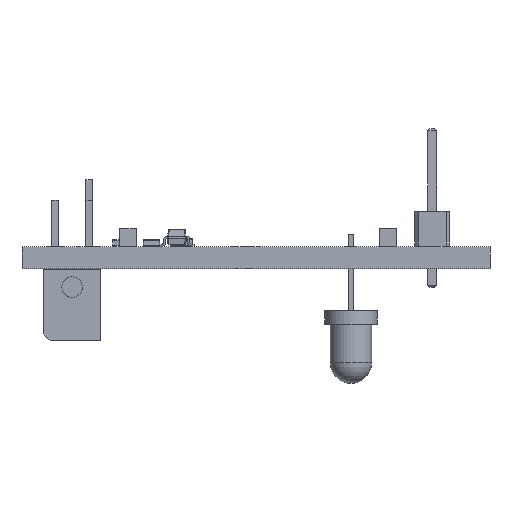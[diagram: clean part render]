
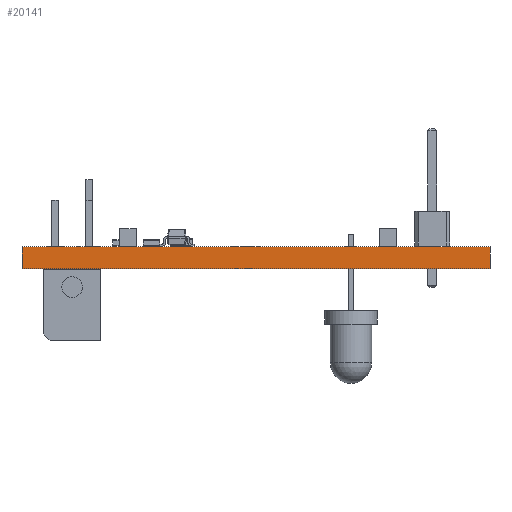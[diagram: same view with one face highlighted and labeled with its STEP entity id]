
A CAD part, left-side view. The second image highlights one B-rep face of the part: STEP entity #20141.
In plain terms, the highlighted planar face has unit normal (-1, 0, 0).
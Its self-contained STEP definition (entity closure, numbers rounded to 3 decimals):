
#19960 = PLANE('',#19961);
#19961 = AXIS2_PLACEMENT_3D('',#19962,#19963,#19964);
#19962 = CARTESIAN_POINT('',(5.,-17.,0.));
#19963 = DIRECTION('',(0.,-1.,0.));
#19964 = DIRECTION('',(-1.,0.,0.));
#19985 = VERTEX_POINT('',#19986);
#19986 = CARTESIAN_POINT('',(-5.,-17.,1.58));
#20000 = PLANE('',#20001);
#20001 = AXIS2_PLACEMENT_3D('',#20002,#20003,#20004);
#20002 = CARTESIAN_POINT('',(0.,0.,1.58));
#20003 = DIRECTION('',(-0.,-0.,-1.));
#20004 = DIRECTION('',(-1.,0.,0.));
#20012 = EDGE_CURVE('',#20013,#19985,#20015,.T.);
#20013 = VERTEX_POINT('',#20014);
#20014 = CARTESIAN_POINT('',(-5.,-17.,0.));
#20015 = SURFACE_CURVE('',#20016,(#20020,#20027),.PCURVE_S1.);
#20016 = LINE('',#20017,#20018);
#20017 = CARTESIAN_POINT('',(-5.,-17.,0.));
#20018 = VECTOR('',#20019,1.);
#20019 = DIRECTION('',(0.,0.,1.));
#20020 = PCURVE('',#19960,#20021);
#20021 = DEFINITIONAL_REPRESENTATION('',(#20022),#20026);
#20022 = LINE('',#20023,#20024);
#20023 = CARTESIAN_POINT('',(10.,0.));
#20024 = VECTOR('',#20025,1.);
#20025 = DIRECTION('',(0.,-1.));
#20026 = ( GEOMETRIC_REPRESENTATION_CONTEXT(2) 
PARAMETRIC_REPRESENTATION_CONTEXT() REPRESENTATION_CONTEXT('2D SPACE',''
  ) );
#20027 = PCURVE('',#20028,#20033);
#20028 = PLANE('',#20029);
#20029 = AXIS2_PLACEMENT_3D('',#20030,#20031,#20032);
#20030 = CARTESIAN_POINT('',(-5.,-17.,0.));
#20031 = DIRECTION('',(-1.,0.,0.));
#20032 = DIRECTION('',(0.,1.,0.));
#20033 = DEFINITIONAL_REPRESENTATION('',(#20034),#20038);
#20034 = LINE('',#20035,#20036);
#20035 = CARTESIAN_POINT('',(0.,0.));
#20036 = VECTOR('',#20037,1.);
#20037 = DIRECTION('',(0.,-1.));
#20038 = ( GEOMETRIC_REPRESENTATION_CONTEXT(2) 
PARAMETRIC_REPRESENTATION_CONTEXT() REPRESENTATION_CONTEXT('2D SPACE',''
  ) );
#20054 = PLANE('',#20055);
#20055 = AXIS2_PLACEMENT_3D('',#20056,#20057,#20058);
#20056 = CARTESIAN_POINT('',(0.,0.,0.));
#20057 = DIRECTION('',(-0.,-0.,-1.));
#20058 = DIRECTION('',(-1.,0.,0.));
#20087 = PLANE('',#20088);
#20088 = AXIS2_PLACEMENT_3D('',#20089,#20090,#20091);
#20089 = CARTESIAN_POINT('',(-5.,17.,0.));
#20090 = DIRECTION('',(0.,1.,0.));
#20091 = DIRECTION('',(1.,0.,0.));
#20141 = ADVANCED_FACE('',(#20142),#20028,.T.);
#20142 = FACE_BOUND('',#20143,.T.);
#20143 = EDGE_LOOP('',(#20144,#20145,#20168,#20191));
#20144 = ORIENTED_EDGE('',*,*,#20012,.T.);
#20145 = ORIENTED_EDGE('',*,*,#20146,.T.);
#20146 = EDGE_CURVE('',#19985,#20147,#20149,.T.);
#20147 = VERTEX_POINT('',#20148);
#20148 = CARTESIAN_POINT('',(-5.,17.,1.58));
#20149 = SURFACE_CURVE('',#20150,(#20154,#20161),.PCURVE_S1.);
#20150 = LINE('',#20151,#20152);
#20151 = CARTESIAN_POINT('',(-5.,-17.,1.58));
#20152 = VECTOR('',#20153,1.);
#20153 = DIRECTION('',(0.,1.,0.));
#20154 = PCURVE('',#20028,#20155);
#20155 = DEFINITIONAL_REPRESENTATION('',(#20156),#20160);
#20156 = LINE('',#20157,#20158);
#20157 = CARTESIAN_POINT('',(0.,-1.58));
#20158 = VECTOR('',#20159,1.);
#20159 = DIRECTION('',(1.,0.));
#20160 = ( GEOMETRIC_REPRESENTATION_CONTEXT(2) 
PARAMETRIC_REPRESENTATION_CONTEXT() REPRESENTATION_CONTEXT('2D SPACE',''
  ) );
#20161 = PCURVE('',#20000,#20162);
#20162 = DEFINITIONAL_REPRESENTATION('',(#20163),#20167);
#20163 = LINE('',#20164,#20165);
#20164 = CARTESIAN_POINT('',(5.,-17.));
#20165 = VECTOR('',#20166,1.);
#20166 = DIRECTION('',(0.,1.));
#20167 = ( GEOMETRIC_REPRESENTATION_CONTEXT(2) 
PARAMETRIC_REPRESENTATION_CONTEXT() REPRESENTATION_CONTEXT('2D SPACE',''
  ) );
#20168 = ORIENTED_EDGE('',*,*,#20169,.F.);
#20169 = EDGE_CURVE('',#20170,#20147,#20172,.T.);
#20170 = VERTEX_POINT('',#20171);
#20171 = CARTESIAN_POINT('',(-5.,17.,0.));
#20172 = SURFACE_CURVE('',#20173,(#20177,#20184),.PCURVE_S1.);
#20173 = LINE('',#20174,#20175);
#20174 = CARTESIAN_POINT('',(-5.,17.,0.));
#20175 = VECTOR('',#20176,1.);
#20176 = DIRECTION('',(0.,0.,1.));
#20177 = PCURVE('',#20028,#20178);
#20178 = DEFINITIONAL_REPRESENTATION('',(#20179),#20183);
#20179 = LINE('',#20180,#20181);
#20180 = CARTESIAN_POINT('',(34.,0.));
#20181 = VECTOR('',#20182,1.);
#20182 = DIRECTION('',(0.,-1.));
#20183 = ( GEOMETRIC_REPRESENTATION_CONTEXT(2) 
PARAMETRIC_REPRESENTATION_CONTEXT() REPRESENTATION_CONTEXT('2D SPACE',''
  ) );
#20184 = PCURVE('',#20087,#20185);
#20185 = DEFINITIONAL_REPRESENTATION('',(#20186),#20190);
#20186 = LINE('',#20187,#20188);
#20187 = CARTESIAN_POINT('',(0.,0.));
#20188 = VECTOR('',#20189,1.);
#20189 = DIRECTION('',(0.,-1.));
#20190 = ( GEOMETRIC_REPRESENTATION_CONTEXT(2) 
PARAMETRIC_REPRESENTATION_CONTEXT() REPRESENTATION_CONTEXT('2D SPACE',''
  ) );
#20191 = ORIENTED_EDGE('',*,*,#20192,.F.);
#20192 = EDGE_CURVE('',#20013,#20170,#20193,.T.);
#20193 = SURFACE_CURVE('',#20194,(#20198,#20205),.PCURVE_S1.);
#20194 = LINE('',#20195,#20196);
#20195 = CARTESIAN_POINT('',(-5.,-17.,0.));
#20196 = VECTOR('',#20197,1.);
#20197 = DIRECTION('',(0.,1.,0.));
#20198 = PCURVE('',#20028,#20199);
#20199 = DEFINITIONAL_REPRESENTATION('',(#20200),#20204);
#20200 = LINE('',#20201,#20202);
#20201 = CARTESIAN_POINT('',(0.,0.));
#20202 = VECTOR('',#20203,1.);
#20203 = DIRECTION('',(1.,0.));
#20204 = ( GEOMETRIC_REPRESENTATION_CONTEXT(2) 
PARAMETRIC_REPRESENTATION_CONTEXT() REPRESENTATION_CONTEXT('2D SPACE',''
  ) );
#20205 = PCURVE('',#20054,#20206);
#20206 = DEFINITIONAL_REPRESENTATION('',(#20207),#20211);
#20207 = LINE('',#20208,#20209);
#20208 = CARTESIAN_POINT('',(5.,-17.));
#20209 = VECTOR('',#20210,1.);
#20210 = DIRECTION('',(0.,1.));
#20211 = ( GEOMETRIC_REPRESENTATION_CONTEXT(2) 
PARAMETRIC_REPRESENTATION_CONTEXT() REPRESENTATION_CONTEXT('2D SPACE',''
  ) );
